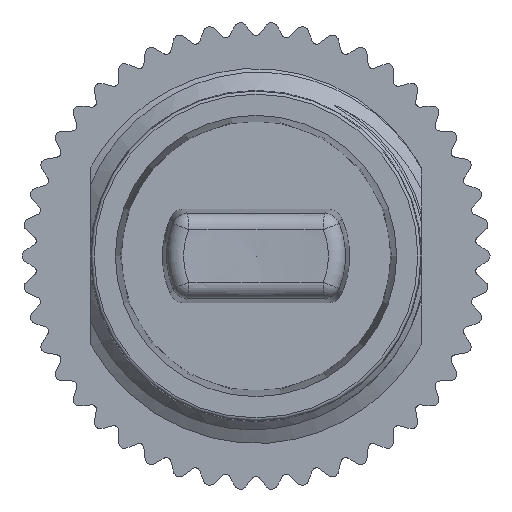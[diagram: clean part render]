
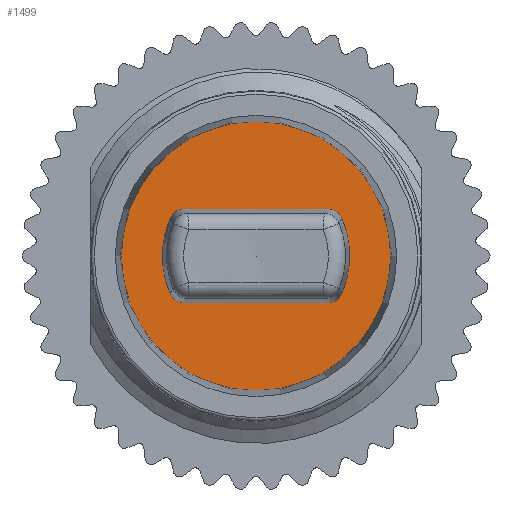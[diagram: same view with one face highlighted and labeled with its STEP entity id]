
A CAD part, left-side view. The second image highlights one B-rep face of the part: STEP entity #1499.
In plain terms, the highlighted planar face has unit normal (-1, 0, 0).
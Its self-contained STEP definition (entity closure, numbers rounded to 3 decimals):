
#229=FACE_BOUND('',#2548,.T.);
#230=FACE_BOUND('',#2549,.T.);
#925=B_SPLINE_CURVE_WITH_KNOTS('',3,(#21905,#21906,#21907,#21908,#21909,
#21910,#21911,#21912,#21913,#21914,#21915,#21916,#21917),.UNSPECIFIED.,.F.,
 .F.,(4,3,3,3,4),(0.,0.291,0.583,0.874,
1.),.UNSPECIFIED.);
#926=B_SPLINE_CURVE_WITH_KNOTS('',3,(#21921,#21922,#21923,#21924,#21925,
#21926,#21927,#21928,#21929,#21930,#21931,#21932,#21933),.UNSPECIFIED.,.F.,
 .F.,(4,3,3,3,4),(0.,0.291,0.583,0.874,
1.),.UNSPECIFIED.);
#927=B_SPLINE_CURVE_WITH_KNOTS('',3,(#21937,#21938,#21939,#21940,#21941,
#21942,#21943,#21944,#21945,#21946,#21947,#21948,#21949),.UNSPECIFIED.,.F.,
 .F.,(4,3,3,3,4),(0.,0.291,0.583,0.874,
1.),.UNSPECIFIED.);
#928=B_SPLINE_CURVE_WITH_KNOTS('',3,(#21953,#21954,#21955,#21956,#21957,
#21958,#21959,#21960,#21961,#21962,#21963,#21964,#21965),.UNSPECIFIED.,.F.,
 .F.,(4,3,3,3,4),(0.,0.291,0.583,0.874,
1.),.UNSPECIFIED.);
#1499=ADVANCED_FACE('KRPER.3',(#229,#230),#1626,.F.);
#1626=PLANE('',#8157);
#2548=EDGE_LOOP('',(#5436));
#2549=EDGE_LOOP('',(#5437,#5438,#5439,#5440,#5441,#5442,#5443,#5444));
#2883=LINE('',#21902,#3199);
#2884=LINE('',#21935,#3200);
#3199=VECTOR('',#9596,1.);
#3200=VECTOR('',#9599,1.);
#5436=ORIENTED_EDGE('',*,*,#7333,.F.);
#5437=ORIENTED_EDGE('',*,*,#7334,.T.);
#5438=ORIENTED_EDGE('',*,*,#7335,.F.);
#5439=ORIENTED_EDGE('',*,*,#7336,.T.);
#5440=ORIENTED_EDGE('',*,*,#7337,.F.);
#5441=ORIENTED_EDGE('',*,*,#7338,.T.);
#5442=ORIENTED_EDGE('',*,*,#7339,.F.);
#5443=ORIENTED_EDGE('',*,*,#7340,.T.);
#5444=ORIENTED_EDGE('',*,*,#7341,.F.);
#6192=VERTEX_POINT('',#21900);
#6193=VERTEX_POINT('',#21903);
#6194=VERTEX_POINT('',#21904);
#6195=VERTEX_POINT('',#21918);
#6196=VERTEX_POINT('',#21920);
#6197=VERTEX_POINT('',#21934);
#6198=VERTEX_POINT('',#21936);
#6199=VERTEX_POINT('',#21950);
#6200=VERTEX_POINT('',#21952);
#7333=EDGE_CURVE('',#6192,#6192,#7591,.T.);
#7334=EDGE_CURVE('LINE',#6193,#6194,#2883,.T.);
#7335=EDGE_CURVE('',#6195,#6194,#925,.T.);
#7336=EDGE_CURVE('GENERATED CIRCLE',#6195,#6196,#7592,.T.);
#7337=EDGE_CURVE('',#6197,#6196,#926,.T.);
#7338=EDGE_CURVE('LINE',#6197,#6198,#2884,.T.);
#7339=EDGE_CURVE('',#6199,#6198,#927,.T.);
#7340=EDGE_CURVE('GENERATED CIRCLE',#6199,#6200,#7593,.T.);
#7341=EDGE_CURVE('',#6193,#6200,#928,.T.);
#7591=CIRCLE('',#8153,4.307);
#7592=CIRCLE('',#8155,3.);
#7593=CIRCLE('',#8156,3.);
#8153=AXIS2_PLACEMENT_3D('',#21899,#9592,#9593);
#8155=AXIS2_PLACEMENT_3D('',#21919,#9597,#9598);
#8156=AXIS2_PLACEMENT_3D('',#21951,#9600,#9601);
#8157=AXIS2_PLACEMENT_3D('',#21966,#9602,#9603);
#9592=DIRECTION('',(1.,0.,0.));
#9593=DIRECTION('',(0.,-1.,0.));
#9596=DIRECTION('',(0.,1.,0.));
#9597=DIRECTION('',(1.,0.,0.));
#9598=DIRECTION('',(0.,-1.,0.));
#9599=DIRECTION('',(0.,-1.,0.));
#9600=DIRECTION('',(1.,0.,0.));
#9601=DIRECTION('',(0.,-1.,0.));
#9602=DIRECTION('',(1.,0.,0.));
#9603=DIRECTION('',(0.,0.,1.));
#21899=CARTESIAN_POINT('',(3.439,0.,0.));
#21900=CARTESIAN_POINT('',(3.439,-4.307,0.));
#21902=CARTESIAN_POINT('',(3.439,0.,-1.5));
#21903=CARTESIAN_POINT('',(3.439,-2.293,-1.5));
#21904=CARTESIAN_POINT('',(3.439,2.293,-1.5));
#21905=CARTESIAN_POINT('',(3.439,2.749,-1.201));
#21906=CARTESIAN_POINT('',(3.439,2.727,-1.252));
#21907=CARTESIAN_POINT('',(3.439,2.695,-1.3));
#21908=CARTESIAN_POINT('',(3.439,2.657,-1.341));
#21909=CARTESIAN_POINT('',(3.439,2.619,-1.382));
#21910=CARTESIAN_POINT('',(3.439,2.574,-1.417));
#21911=CARTESIAN_POINT('',(3.439,2.524,-1.443));
#21912=CARTESIAN_POINT('',(3.439,2.475,-1.469));
#21913=CARTESIAN_POINT('',(3.439,2.421,-1.487));
#21914=CARTESIAN_POINT('',(3.439,2.365,-1.495));
#21915=CARTESIAN_POINT('',(3.439,2.341,-1.498));
#21916=CARTESIAN_POINT('',(3.439,2.317,-1.5));
#21917=CARTESIAN_POINT('',(3.439,2.293,-1.5));
#21918=CARTESIAN_POINT('',(3.439,2.749,-1.201));
#21919=CARTESIAN_POINT('',(3.439,0.,0.));
#21920=CARTESIAN_POINT('',(3.439,2.749,1.201));
#21921=CARTESIAN_POINT('',(3.439,2.293,1.5));
#21922=CARTESIAN_POINT('',(3.439,2.348,1.5));
#21923=CARTESIAN_POINT('',(3.439,2.405,1.49));
#21924=CARTESIAN_POINT('',(3.439,2.457,1.472));
#21925=CARTESIAN_POINT('',(3.439,2.51,1.454));
#21926=CARTESIAN_POINT('',(3.439,2.56,1.426));
#21927=CARTESIAN_POINT('',(3.439,2.604,1.391));
#21928=CARTESIAN_POINT('',(3.439,2.647,1.356));
#21929=CARTESIAN_POINT('',(3.439,2.685,1.313));
#21930=CARTESIAN_POINT('',(3.439,2.715,1.266));
#21931=CARTESIAN_POINT('',(3.439,2.728,1.245));
#21932=CARTESIAN_POINT('',(3.439,2.739,1.224));
#21933=CARTESIAN_POINT('',(3.439,2.749,1.201));
#21934=CARTESIAN_POINT('',(3.439,2.293,1.5));
#21935=CARTESIAN_POINT('',(3.439,0.,1.5));
#21936=CARTESIAN_POINT('',(3.439,-2.293,1.5));
#21937=CARTESIAN_POINT('',(3.439,-2.749,1.201));
#21938=CARTESIAN_POINT('',(3.439,-2.727,1.252));
#21939=CARTESIAN_POINT('',(3.439,-2.695,1.3));
#21940=CARTESIAN_POINT('',(3.439,-2.657,1.341));
#21941=CARTESIAN_POINT('',(3.439,-2.619,1.382));
#21942=CARTESIAN_POINT('',(3.439,-2.574,1.417));
#21943=CARTESIAN_POINT('',(3.439,-2.524,1.443));
#21944=CARTESIAN_POINT('',(3.439,-2.475,1.469));
#21945=CARTESIAN_POINT('',(3.439,-2.421,1.487));
#21946=CARTESIAN_POINT('',(3.439,-2.365,1.495));
#21947=CARTESIAN_POINT('',(3.439,-2.341,1.498));
#21948=CARTESIAN_POINT('',(3.439,-2.317,1.5));
#21949=CARTESIAN_POINT('',(3.439,-2.293,1.5));
#21950=CARTESIAN_POINT('',(3.439,-2.749,1.201));
#21951=CARTESIAN_POINT('',(3.439,0.,0.));
#21952=CARTESIAN_POINT('',(3.439,-2.749,-1.201));
#21953=CARTESIAN_POINT('',(3.439,-2.293,-1.5));
#21954=CARTESIAN_POINT('',(3.439,-2.348,-1.5));
#21955=CARTESIAN_POINT('',(3.439,-2.405,-1.49));
#21956=CARTESIAN_POINT('',(3.439,-2.457,-1.472));
#21957=CARTESIAN_POINT('',(3.439,-2.51,-1.454));
#21958=CARTESIAN_POINT('',(3.439,-2.56,-1.426));
#21959=CARTESIAN_POINT('',(3.439,-2.604,-1.391));
#21960=CARTESIAN_POINT('',(3.439,-2.647,-1.356));
#21961=CARTESIAN_POINT('',(3.439,-2.685,-1.313));
#21962=CARTESIAN_POINT('',(3.439,-2.715,-1.266));
#21963=CARTESIAN_POINT('',(3.439,-2.728,-1.245));
#21964=CARTESIAN_POINT('',(3.439,-2.739,-1.224));
#21965=CARTESIAN_POINT('',(3.439,-2.749,-1.201));
#21966=CARTESIAN_POINT('',(3.439,0.,0.));
